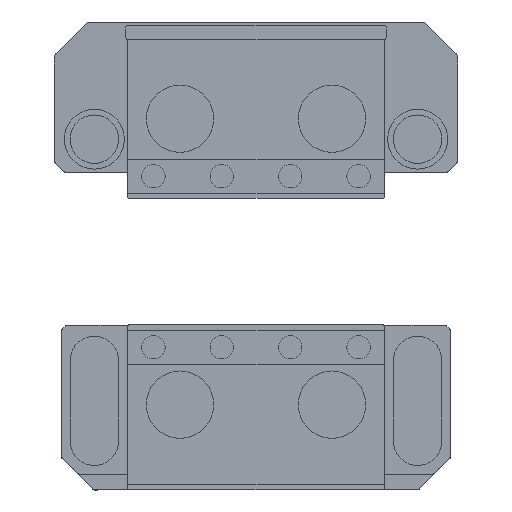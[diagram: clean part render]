
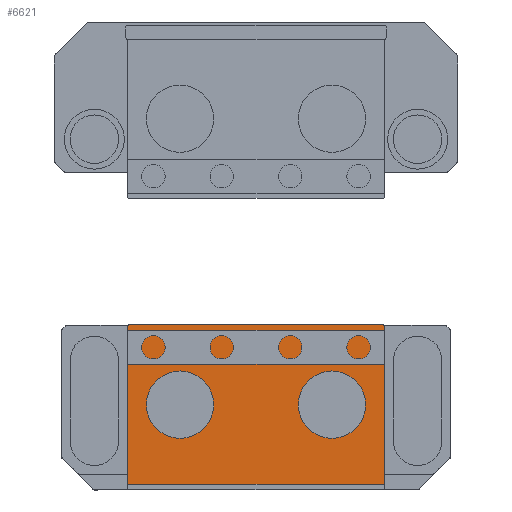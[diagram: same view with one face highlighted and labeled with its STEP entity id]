
A CAD part, top view. The second image highlights one B-rep face of the part: STEP entity #6621.
In plain terms, the highlighted planar face has unit normal (0, 0, 1).
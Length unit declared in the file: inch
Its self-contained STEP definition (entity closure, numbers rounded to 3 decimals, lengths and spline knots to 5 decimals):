
#474=FACE_BOUND('',#1426,.T.);
#475=FACE_BOUND('',#1427,.T.);
#684=PLANE('',#7188);
#1028=FACE_OUTER_BOUND('',#1425,.T.);
#1425=EDGE_LOOP('',(#6069,#6070,#6071,#6072,#6073,#6074,#6075,#6076,#6077,
#6078,#6079,#6080,#6081,#6082,#6083,#6084));
#1426=EDGE_LOOP('',(#6085));
#1427=EDGE_LOOP('',(#6086));
#1954=LINE('',#13438,#2488);
#1955=LINE('',#13442,#2489);
#1956=LINE('',#13446,#2490);
#1957=LINE('',#13450,#2491);
#1958=LINE('',#13454,#2492);
#1959=LINE('',#13458,#2493);
#1960=LINE('',#13462,#2494);
#1961=LINE('',#13465,#2495);
#2488=VECTOR('',#8682,0.3937);
#2489=VECTOR('',#8685,0.3937);
#2490=VECTOR('',#8688,0.3937);
#2491=VECTOR('',#8691,0.3937);
#2492=VECTOR('',#8694,0.3937);
#2493=VECTOR('',#8697,0.3937);
#2494=VECTOR('',#8700,0.3937);
#2495=VECTOR('',#8703,0.3937);
#2683=CIRCLE('',#7187,0.005);
#2684=CIRCLE('',#7189,0.005);
#2685=CIRCLE('',#7190,0.005);
#2686=CIRCLE('',#7191,0.005);
#2687=CIRCLE('',#7192,0.005);
#2688=CIRCLE('',#7193,0.005);
#2689=CIRCLE('',#7194,0.005);
#2690=CIRCLE('',#7195,0.005);
#2691=CIRCLE('',#7196,0.49215);
#2692=CIRCLE('',#7197,0.49215);
#3309=VERTEX_POINT('',#13431);
#3310=VERTEX_POINT('',#13433);
#3311=VERTEX_POINT('',#13437);
#3312=VERTEX_POINT('',#13439);
#3313=VERTEX_POINT('',#13441);
#3314=VERTEX_POINT('',#13443);
#3315=VERTEX_POINT('',#13445);
#3316=VERTEX_POINT('',#13447);
#3317=VERTEX_POINT('',#13449);
#3318=VERTEX_POINT('',#13451);
#3319=VERTEX_POINT('',#13453);
#3320=VERTEX_POINT('',#13455);
#3321=VERTEX_POINT('',#13457);
#3322=VERTEX_POINT('',#13459);
#3323=VERTEX_POINT('',#13461);
#3324=VERTEX_POINT('',#13463);
#3325=VERTEX_POINT('',#13466);
#3326=VERTEX_POINT('',#13468);
#4235=EDGE_CURVE('',#3309,#3310,#2683,.T.);
#4237=EDGE_CURVE('',#3311,#3309,#1954,.T.);
#4238=EDGE_CURVE('',#3312,#3311,#2684,.T.);
#4239=EDGE_CURVE('',#3312,#3313,#1955,.T.);
#4240=EDGE_CURVE('',#3314,#3313,#2685,.T.);
#4241=EDGE_CURVE('',#3315,#3314,#1956,.T.);
#4242=EDGE_CURVE('',#3316,#3315,#2686,.T.);
#4243=EDGE_CURVE('',#3316,#3317,#1957,.T.);
#4244=EDGE_CURVE('',#3318,#3317,#2687,.T.);
#4245=EDGE_CURVE('',#3319,#3318,#1958,.T.);
#4246=EDGE_CURVE('',#3320,#3319,#2688,.T.);
#4247=EDGE_CURVE('',#3320,#3321,#1959,.T.);
#4248=EDGE_CURVE('',#3322,#3321,#2689,.T.);
#4249=EDGE_CURVE('',#3323,#3322,#1960,.T.);
#4250=EDGE_CURVE('',#3324,#3323,#2690,.T.);
#4251=EDGE_CURVE('',#3324,#3310,#1961,.T.);
#4252=EDGE_CURVE('',#3325,#3325,#2691,.T.);
#4253=EDGE_CURVE('',#3326,#3326,#2692,.T.);
#6069=ORIENTED_EDGE('',*,*,#4235,.F.);
#6070=ORIENTED_EDGE('',*,*,#4237,.F.);
#6071=ORIENTED_EDGE('',*,*,#4238,.F.);
#6072=ORIENTED_EDGE('',*,*,#4239,.T.);
#6073=ORIENTED_EDGE('',*,*,#4240,.F.);
#6074=ORIENTED_EDGE('',*,*,#4241,.F.);
#6075=ORIENTED_EDGE('',*,*,#4242,.F.);
#6076=ORIENTED_EDGE('',*,*,#4243,.T.);
#6077=ORIENTED_EDGE('',*,*,#4244,.F.);
#6078=ORIENTED_EDGE('',*,*,#4245,.F.);
#6079=ORIENTED_EDGE('',*,*,#4246,.F.);
#6080=ORIENTED_EDGE('',*,*,#4247,.T.);
#6081=ORIENTED_EDGE('',*,*,#4248,.F.);
#6082=ORIENTED_EDGE('',*,*,#4249,.F.);
#6083=ORIENTED_EDGE('',*,*,#4250,.F.);
#6084=ORIENTED_EDGE('',*,*,#4251,.T.);
#6085=ORIENTED_EDGE('',*,*,#4252,.T.);
#6086=ORIENTED_EDGE('',*,*,#4253,.T.);
#6621=ADVANCED_FACE('',(#1028,#474,#475),#684,.T.);
#7187=AXIS2_PLACEMENT_3D('',#13434,#8677,#8678);
#7188=AXIS2_PLACEMENT_3D('',#13436,#8680,#8681);
#7189=AXIS2_PLACEMENT_3D('',#13440,#8683,#8684);
#7190=AXIS2_PLACEMENT_3D('',#13444,#8686,#8687);
#7191=AXIS2_PLACEMENT_3D('',#13448,#8689,#8690);
#7192=AXIS2_PLACEMENT_3D('',#13452,#8692,#8693);
#7193=AXIS2_PLACEMENT_3D('',#13456,#8695,#8696);
#7194=AXIS2_PLACEMENT_3D('',#13460,#8698,#8699);
#7195=AXIS2_PLACEMENT_3D('',#13464,#8701,#8702);
#7196=AXIS2_PLACEMENT_3D('',#13467,#8704,#8705);
#7197=AXIS2_PLACEMENT_3D('',#13469,#8706,#8707);
#8677=DIRECTION('center_axis',(0.,0.,-1.));
#8678=DIRECTION('ref_axis',(0.383,-0.924,0.));
#8680=DIRECTION('center_axis',(0.,0.,1.));
#8681=DIRECTION('ref_axis',(1.,0.,0.));
#8682=DIRECTION('',(-0.707,-0.707,0.));
#8683=DIRECTION('center_axis',(0.,0.,-1.));
#8684=DIRECTION('ref_axis',(0.924,-0.383,0.));
#8685=DIRECTION('',(0.,1.,0.));
#8686=DIRECTION('center_axis',(0.,0.,-1.));
#8687=DIRECTION('ref_axis',(0.924,0.383,0.));
#8688=DIRECTION('',(0.707,-0.707,0.));
#8689=DIRECTION('center_axis',(0.,0.,-1.));
#8690=DIRECTION('ref_axis',(0.383,0.924,0.));
#8691=DIRECTION('',(-1.,0.,0.));
#8692=DIRECTION('center_axis',(0.,0.,-1.));
#8693=DIRECTION('ref_axis',(-0.383,0.924,0.));
#8694=DIRECTION('',(0.707,0.707,0.));
#8695=DIRECTION('center_axis',(0.,0.,-1.));
#8696=DIRECTION('ref_axis',(-0.924,0.383,0.));
#8697=DIRECTION('',(0.,-1.,0.));
#8698=DIRECTION('center_axis',(0.,0.,-1.));
#8699=DIRECTION('ref_axis',(-0.924,-0.383,0.));
#8700=DIRECTION('',(-0.707,0.707,0.));
#8701=DIRECTION('center_axis',(0.,0.,-1.));
#8702=DIRECTION('ref_axis',(-0.383,-0.924,0.));
#8703=DIRECTION('',(1.,0.,0.));
#8704=DIRECTION('center_axis',(0.,0.,-1.));
#8705=DIRECTION('ref_axis',(-1.,0.,0.));
#8706=DIRECTION('center_axis',(0.,0.,-1.));
#8707=DIRECTION('ref_axis',(-1.,0.,0.));
#13431=CARTESIAN_POINT('',(-3.02491,-2.57439,0.656));
#13433=CARTESIAN_POINT('',(-3.02844,-2.57586,0.656));
#13434=CARTESIAN_POINT('Origin',(-3.02844,-2.57086,0.656));
#13436=CARTESIAN_POINT('Origin',(-4.88637,-1.41121,0.656));
#13437=CARTESIAN_POINT('',(-3.00783,-2.55732,0.656));
#13438=CARTESIAN_POINT('',(-3.19521,-2.7447,0.656));
#13439=CARTESIAN_POINT('',(-3.00637,-2.55379,0.656));
#13440=CARTESIAN_POINT('Origin',(-3.01137,-2.55379,0.656));
#13441=CARTESIAN_POINT('',(-3.00637,-0.26863,0.656));
#13442=CARTESIAN_POINT('',(-3.00637,-0.24656,0.656));
#13443=CARTESIAN_POINT('',(-3.00783,-0.26509,0.656));
#13444=CARTESIAN_POINT('Origin',(-3.01137,-0.26863,0.656));
#13445=CARTESIAN_POINT('',(-3.02491,-0.24802,0.656));
#13446=CARTESIAN_POINT('',(-3.19521,-0.07772,0.656));
#13447=CARTESIAN_POINT('',(-3.02844,-0.24656,0.656));
#13448=CARTESIAN_POINT('Origin',(-3.02844,-0.25156,0.656));
#13449=CARTESIAN_POINT('',(-6.7443,-0.24656,0.656));
#13450=CARTESIAN_POINT('',(-6.76637,-0.24656,0.656));
#13451=CARTESIAN_POINT('',(-6.74783,-0.24802,0.656));
#13452=CARTESIAN_POINT('Origin',(-6.7443,-0.25156,0.656));
#13453=CARTESIAN_POINT('',(-6.76491,-0.26509,0.656));
#13454=CARTESIAN_POINT('',(-6.57753,-0.07772,0.656));
#13455=CARTESIAN_POINT('',(-6.76637,-0.26863,0.656));
#13456=CARTESIAN_POINT('Origin',(-6.76137,-0.26863,0.656));
#13457=CARTESIAN_POINT('',(-6.76637,-2.55379,0.656));
#13458=CARTESIAN_POINT('',(-6.76637,-2.57586,0.656));
#13459=CARTESIAN_POINT('',(-6.76491,-2.55732,0.656));
#13460=CARTESIAN_POINT('Origin',(-6.76137,-2.55379,0.656));
#13461=CARTESIAN_POINT('',(-6.74783,-2.57439,0.656));
#13462=CARTESIAN_POINT('',(-6.57753,-2.7447,0.656));
#13463=CARTESIAN_POINT('',(-6.7443,-2.57586,0.656));
#13464=CARTESIAN_POINT('Origin',(-6.7443,-2.57086,0.656));
#13465=CARTESIAN_POINT('',(-3.00637,-2.57586,0.656));
#13466=CARTESIAN_POINT('',(-5.50422,-1.41121,0.656));
#13467=CARTESIAN_POINT('Origin',(-5.99637,-1.41121,0.656));
#13468=CARTESIAN_POINT('',(-3.28422,-1.41121,0.656));
#13469=CARTESIAN_POINT('Origin',(-3.77637,-1.41121,0.656));
